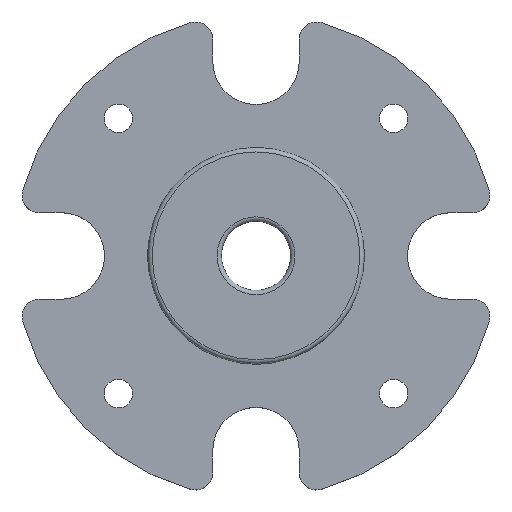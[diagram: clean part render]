
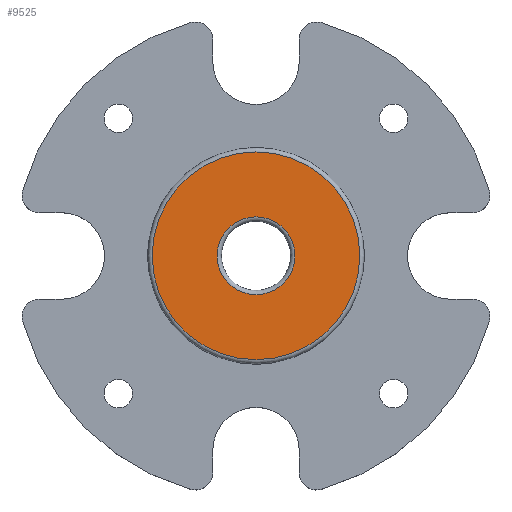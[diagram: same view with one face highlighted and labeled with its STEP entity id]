
A CAD part, top view. The second image highlights one B-rep face of the part: STEP entity #9525.
In plain terms, the highlighted planar face has unit normal (0, 0, 1).
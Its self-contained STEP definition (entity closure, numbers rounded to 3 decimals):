
#4855 = TOROIDAL_SURFACE('',#4856,12.,0.5);
#4856 = AXIS2_PLACEMENT_3D('',#4857,#4858,#4859);
#4857 = CARTESIAN_POINT('',(0.,0.,14.5));
#4858 = DIRECTION('',(0.,0.,1.));
#4859 = DIRECTION('',(1.,0.,0.));
#7387 = TOROIDAL_SURFACE('',#7388,4.5,0.5);
#7388 = AXIS2_PLACEMENT_3D('',#7389,#7390,#7391);
#7389 = CARTESIAN_POINT('',(0.,0.,14.5));
#7390 = DIRECTION('',(-0.,-0.,-1.));
#7391 = DIRECTION('',(1.,0.,0.));
#9203 = VERTEX_POINT('',#9204);
#9204 = CARTESIAN_POINT('',(12.,0.,15.));
#9226 = EDGE_CURVE('',#9203,#9203,#9227,.T.);
#9227 = SURFACE_CURVE('',#9228,(#9233,#9240),.PCURVE_S1.);
#9228 = CIRCLE('',#9229,12.);
#9229 = AXIS2_PLACEMENT_3D('',#9230,#9231,#9232);
#9230 = CARTESIAN_POINT('',(0.,0.,15.));
#9231 = DIRECTION('',(0.,0.,1.));
#9232 = DIRECTION('',(1.,0.,0.));
#9233 = PCURVE('',#4855,#9234);
#9234 = DEFINITIONAL_REPRESENTATION('',(#9235),#9239);
#9235 = LINE('',#9236,#9237);
#9236 = CARTESIAN_POINT('',(0.,1.571));
#9237 = VECTOR('',#9238,1.);
#9238 = DIRECTION('',(1.,0.));
#9239 = ( GEOMETRIC_REPRESENTATION_CONTEXT(2) 
PARAMETRIC_REPRESENTATION_CONTEXT() REPRESENTATION_CONTEXT('2D SPACE',''
  ) );
#9240 = PCURVE('',#9241,#9246);
#9241 = PLANE('',#9242);
#9242 = AXIS2_PLACEMENT_3D('',#9243,#9244,#9245);
#9243 = CARTESIAN_POINT('',(0.,0.,15.));
#9244 = DIRECTION('',(0.,0.,1.));
#9245 = DIRECTION('',(0.,1.,0.));
#9246 = DEFINITIONAL_REPRESENTATION('',(#9247),#9251);
#9247 = CIRCLE('',#9248,12.);
#9248 = AXIS2_PLACEMENT_2D('',#9249,#9250);
#9249 = CARTESIAN_POINT('',(0.,0.));
#9250 = DIRECTION('',(0.,-1.));
#9251 = ( GEOMETRIC_REPRESENTATION_CONTEXT(2) 
PARAMETRIC_REPRESENTATION_CONTEXT() REPRESENTATION_CONTEXT('2D SPACE',''
  ) );
#9481 = VERTEX_POINT('',#9482);
#9482 = CARTESIAN_POINT('',(4.5,0.,15.));
#9504 = EDGE_CURVE('',#9481,#9481,#9505,.T.);
#9505 = SURFACE_CURVE('',#9506,(#9511,#9518),.PCURVE_S1.);
#9506 = CIRCLE('',#9507,4.5);
#9507 = AXIS2_PLACEMENT_3D('',#9508,#9509,#9510);
#9508 = CARTESIAN_POINT('',(0.,0.,15.));
#9509 = DIRECTION('',(0.,0.,1.));
#9510 = DIRECTION('',(1.,0.,0.));
#9511 = PCURVE('',#7387,#9512);
#9512 = DEFINITIONAL_REPRESENTATION('',(#9513),#9517);
#9513 = LINE('',#9514,#9515);
#9514 = CARTESIAN_POINT('',(-0.,4.712));
#9515 = VECTOR('',#9516,1.);
#9516 = DIRECTION('',(-1.,0.));
#9517 = ( GEOMETRIC_REPRESENTATION_CONTEXT(2) 
PARAMETRIC_REPRESENTATION_CONTEXT() REPRESENTATION_CONTEXT('2D SPACE',''
  ) );
#9518 = PCURVE('',#9241,#9519);
#9519 = DEFINITIONAL_REPRESENTATION('',(#9520),#9524);
#9520 = CIRCLE('',#9521,4.5);
#9521 = AXIS2_PLACEMENT_2D('',#9522,#9523);
#9522 = CARTESIAN_POINT('',(0.,0.));
#9523 = DIRECTION('',(0.,-1.));
#9524 = ( GEOMETRIC_REPRESENTATION_CONTEXT(2) 
PARAMETRIC_REPRESENTATION_CONTEXT() REPRESENTATION_CONTEXT('2D SPACE',''
  ) );
#9525 = ADVANCED_FACE('',(#9526,#9529),#9241,.T.);
#9526 = FACE_BOUND('',#9527,.T.);
#9527 = EDGE_LOOP('',(#9528));
#9528 = ORIENTED_EDGE('',*,*,#9226,.T.);
#9529 = FACE_BOUND('',#9530,.T.);
#9530 = EDGE_LOOP('',(#9531));
#9531 = ORIENTED_EDGE('',*,*,#9504,.F.);
